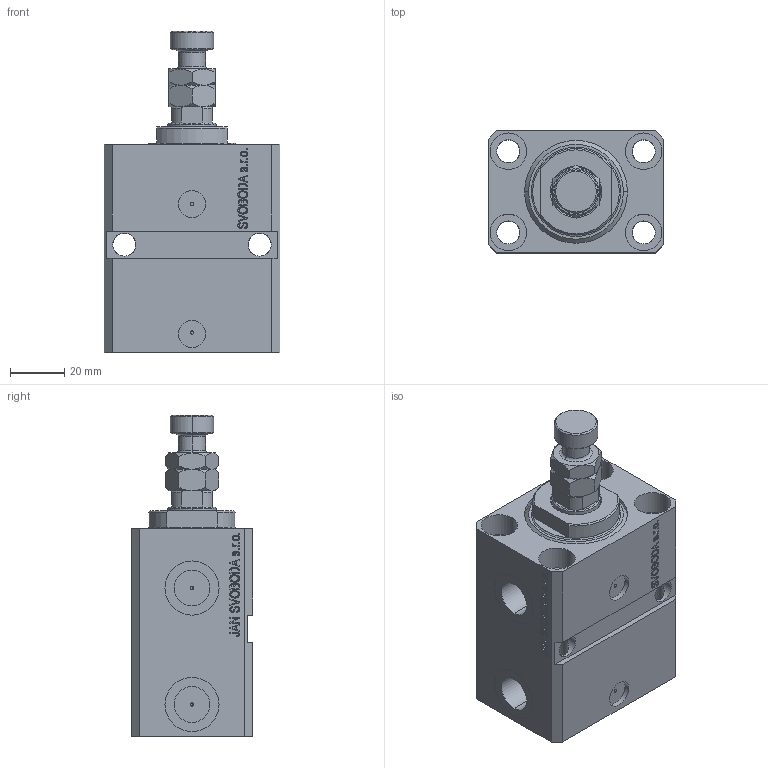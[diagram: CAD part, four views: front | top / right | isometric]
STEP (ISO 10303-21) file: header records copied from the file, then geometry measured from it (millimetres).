
FILE_DESCRIPTION (( 'STEP AP203' ), '1' );
FILE_NAME ('206f.STEP', '2022-04-09T13:36:24', ( '' ), ( '' ), 'SwSTEP 2.0', 'SolidWorks 2019', '' );
FILE_SCHEMA (( 'CONFIG_CONTROL_DESIGN' ));
Length unit declared in the file: millimetre
Products named in the file (5): V250CE_C_VCP 25bb30f21b9f5d512ab2dbd34ac09989; MFA 25bb30f21b9f5d512ab2dbd34ac09989; V250CE_VC_E 25bb30f21b9f5d512ab2dbd34ac09989; V250CE_E_Body 25bb30f21b9f5d512ab2dbd34ac09989; 206f
Assembly tree (4 placements, depth 2):
  206f
    V250CE_E_Body 25bb30f21b9f5d512ab2dbd34ac09989
    V250CE_C_VCP 25bb30f21b9f5d512ab2dbd34ac09989
    V250CE_VC_E 25bb30f21b9f5d512ab2dbd34ac09989
    MFA 25bb30f21b9f5d512ab2dbd34ac09989
Bounding box: 65 x 45 x 118.9 mm (x, y, z)
Volume: 193522.1 mm3; surface area: 57540.1 mm2
Topology: 4 solids, 4 shells, 965 faces, 2457 edges, 1602 vertices
Faces by surface type: plane 455, bspline 360, cylinder 100, cone 40, torus 10
Entity records: 46618 total; most frequent: CARTESIAN_POINT 25228, ORIENTED_EDGE 4910, DIRECTION 3079, EDGE_CURVE 2455, VERTEX_POINT 1602, VECTOR 1429, LINE 1429, EDGE_LOOP 1103
